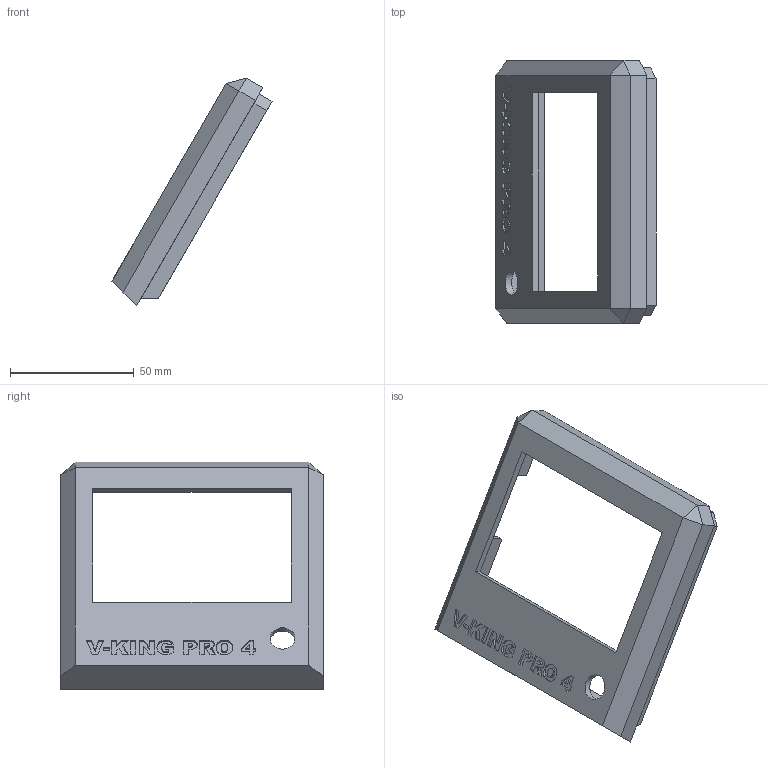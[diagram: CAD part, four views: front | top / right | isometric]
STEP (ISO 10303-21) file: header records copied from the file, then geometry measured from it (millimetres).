
FILE_DESCRIPTION(/* description */ (''),/* implementation_level */ '2;1');
FILE_NAME(/* name */ '12864 Front Cover.step',/* time_stamp */ '2018-04-15T14:35:15+02:00',/* author */ (''),/* organization */ (''),/* preprocessor_version */ 'ST-DEVELOPER v16.13',/* originating_system */ 'Autodesk Translation Framework v6.5.0.72',/* authorisation */ '');
FILE_SCHEMA (('AUTOMOTIVE_DESIGN { 1 0 10303 214 3 1 1 }'));
Length unit declared in the file: millimetre
Products named in the file (1): 12864 Front Cover
Bounding box: 64.53 x 106 x 91.87 mm (x, y, z)
Volume: 37350.5 mm3; surface area: 26023.4 mm2
Topology: 1 solids, 1 shells, 194 faces, 528 edges, 350 vertices
Faces by surface type: plane 132, bspline 61, cylinder 1
Full cylindrical faces by diameter (mm): 10 x1
Entity records: 6637 total; most frequent: CARTESIAN_POINT 2110, ORIENTED_EDGE 1056, DIRECTION 676, EDGE_CURVE 528, LINE 404, VECTOR 404, VERTEX_POINT 350, EDGE_LOOP 212
